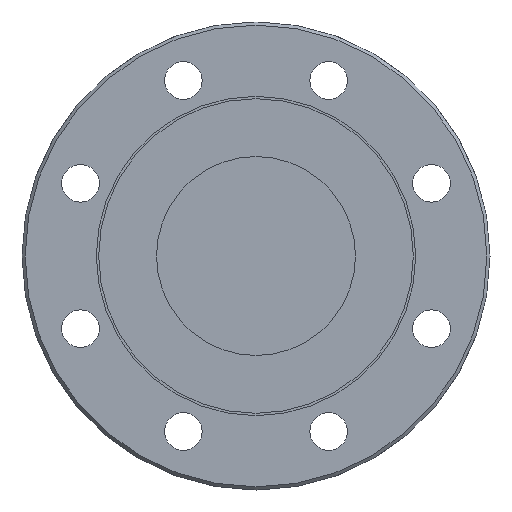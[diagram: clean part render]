
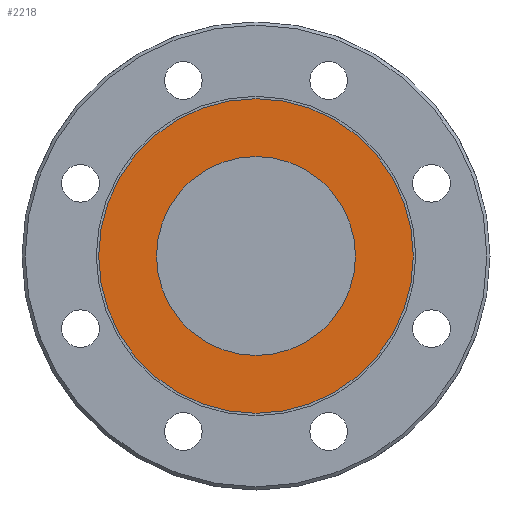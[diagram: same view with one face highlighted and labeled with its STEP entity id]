
A CAD part, front view. The second image highlights one B-rep face of the part: STEP entity #2218.
In plain terms, the highlighted planar face has unit normal (0, -1, 0).
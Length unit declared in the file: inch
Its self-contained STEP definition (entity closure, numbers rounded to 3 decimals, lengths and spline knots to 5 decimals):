
#45 = AXIS2_PLACEMENT_3D ( 'NONE', #1376, #1247, #1296 ) ;
#61 = EDGE_CURVE ( 'NONE', #1943, #1944, #2256, .T. ) ;
#62 = EDGE_CURVE ( 'NONE', #1934, #1932, #2260, .T. ) ;
#157 = AXIS2_PLACEMENT_3D ( 'NONE', #976, #975, #1283 ) ;
#299 = DIRECTION ( 'NONE',  ( 0., 0., -1. ) ) ;
#300 = DIRECTION ( 'NONE',  ( 0., 1., 0. ) ) ;
#302 = CARTESIAN_POINT ( 'NONE',  ( 0., -0.676, 0. ) ) ;
#408 = CARTESIAN_POINT ( 'NONE',  ( 0., -0.676, 1.50245 ) ) ;
#409 = CARTESIAN_POINT ( 'NONE',  ( 0., -0.676, -1.50245 ) ) ;
#418 = CARTESIAN_POINT ( 'NONE',  ( 0., -0.676, 0.95 ) ) ;
#437 = CARTESIAN_POINT ( 'NONE',  ( 0., -0.676, -0.95 ) ) ;
#739 = EDGE_LOOP ( 'NONE', ( #1789, #1790 ) ) ;
#751 = EDGE_LOOP ( 'NONE', ( #1785, #1788 ) ) ;
#825 = DIRECTION ( 'NONE',  ( 0., 0., -1. ) ) ;
#826 = DIRECTION ( 'NONE',  ( 0., 1., 0. ) ) ;
#827 = CARTESIAN_POINT ( 'NONE',  ( 0., -0.676, 0. ) ) ;
#829 = DIRECTION ( 'NONE',  ( 0., 0., -1. ) ) ;
#830 = DIRECTION ( 'NONE',  ( 0., 1., 0. ) ) ;
#831 = CARTESIAN_POINT ( 'NONE',  ( 0., -0.676, 0. ) ) ;
#975 = DIRECTION ( 'NONE',  ( 0., 1., 0. ) ) ;
#976 = CARTESIAN_POINT ( 'NONE',  ( 0., -0.676, 0. ) ) ;
#1247 = DIRECTION ( 'NONE',  ( 0., -1., 0. ) ) ;
#1267 = FACE_OUTER_BOUND ( 'NONE', #751, .T. ) ;
#1280 = PLANE ( 'NONE',  #45 ) ;
#1283 = DIRECTION ( 'NONE',  ( 0., 0., -1. ) ) ;
#1296 = DIRECTION ( 'NONE',  ( 0., 0., -1. ) ) ;
#1376 = CARTESIAN_POINT ( 'NONE',  ( -1.38782, -0.676, 0.49959 ) ) ;
#1381 = FACE_BOUND ( 'NONE', #739, .T. ) ;
#1556 = CIRCLE ( 'NONE', #157, 1.50245 ) ;
#1559 = AXIS2_PLACEMENT_3D ( 'NONE', #302, #300, #299 ) ;
#1562 = CIRCLE ( 'NONE', #1559, 0.95 ) ;
#1785 = ORIENTED_EDGE ( 'NONE', *, *, #61, .F. ) ;
#1788 = ORIENTED_EDGE ( 'NONE', *, *, #2125, .F. ) ;
#1789 = ORIENTED_EDGE ( 'NONE', *, *, #62, .T. ) ;
#1790 = ORIENTED_EDGE ( 'NONE', *, *, #2093, .T. ) ;
#1932 = VERTEX_POINT ( 'NONE', #418 ) ;
#1934 = VERTEX_POINT ( 'NONE', #437 ) ;
#1943 = VERTEX_POINT ( 'NONE', #409 ) ;
#1944 = VERTEX_POINT ( 'NONE', #408 ) ;
#2093 = EDGE_CURVE ( 'NONE', #1932, #1934, #1562, .T. ) ;
#2125 = EDGE_CURVE ( 'NONE', #1944, #1943, #1556, .T. ) ;
#2218 = ADVANCED_FACE ( 'NONE', ( #1267, #1381 ), #1280, .T. ) ;
#2256 = CIRCLE ( 'NONE', #2261, 1.50245 ) ;
#2260 = CIRCLE ( 'NONE', #2263, 0.95 ) ;
#2261 = AXIS2_PLACEMENT_3D ( 'NONE', #831, #830, #829 ) ;
#2263 = AXIS2_PLACEMENT_3D ( 'NONE', #827, #826, #825 ) ;
